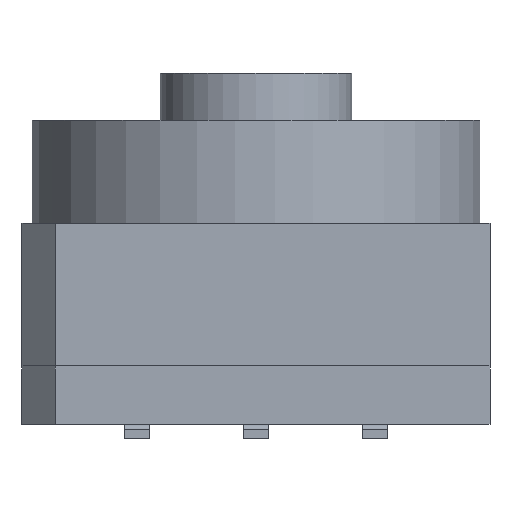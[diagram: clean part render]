
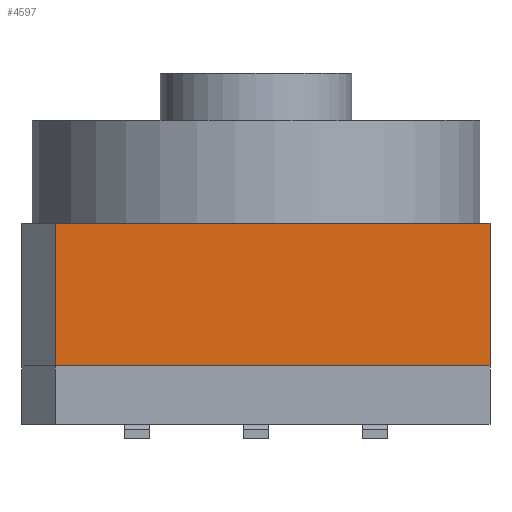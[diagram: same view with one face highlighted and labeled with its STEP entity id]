
A CAD part, left-side view. The second image highlights one B-rep face of the part: STEP entity #4597.
In plain terms, the highlighted planar face has unit normal (-1, 0, 0).
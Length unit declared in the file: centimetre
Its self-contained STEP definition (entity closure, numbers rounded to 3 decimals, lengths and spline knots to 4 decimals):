
#381=LINE('',#5876,#828);
#403=LINE('',#5926,#850);
#404=LINE('',#5927,#851);
#405=LINE('',#5928,#852);
#828=VECTOR('',#5065,1.);
#850=VECTOR('',#5107,1.);
#851=VECTOR('',#5108,1.);
#852=VECTOR('',#5109,1.);
#1299=FACE_OUTER_BOUND('',#1564,.T.);
#1564=EDGE_LOOP('',(#3080,#3081,#3082,#3083));
#1876=VERTEX_POINT('',#5873);
#1877=VERTEX_POINT('',#5875);
#1894=VERTEX_POINT('',#5924);
#1895=VERTEX_POINT('',#5925);
#2344=EDGE_CURVE('',#1876,#1877,#381,.T.);
#2368=EDGE_CURVE('',#1894,#1895,#403,.T.);
#2369=EDGE_CURVE('',#1895,#1877,#404,.T.);
#2370=EDGE_CURVE('',#1876,#1894,#405,.T.);
#3080=ORIENTED_EDGE('',*,*,#2368,.T.);
#3081=ORIENTED_EDGE('',*,*,#2369,.T.);
#3082=ORIENTED_EDGE('',*,*,#2344,.F.);
#3083=ORIENTED_EDGE('',*,*,#2370,.T.);
#4458=PLANE('',#4882);
#4597=ADVANCED_FACE('',(#1299),#4458,.T.);
#4882=AXIS2_PLACEMENT_3D('',#5923,#5105,#5106);
#5065=DIRECTION('',(0.,0.,-1.));
#5105=DIRECTION('center_axis',(-1.,0.,0.));
#5106=DIRECTION('ref_axis',(0.,0.,
1.));
#5107=DIRECTION('',(0.,0.,-1.));
#5108=DIRECTION('',(0.,-1.,0.));
#5109=DIRECTION('',(0.,1.,0.));
#5873=CARTESIAN_POINT('',(-0.5,-0.5,0.1525));
#5875=CARTESIAN_POINT('',(-0.5,-0.5,-0.1525));
#5876=CARTESIAN_POINT('',(-0.5,-0.5,0.));
#5923=CARTESIAN_POINT('Origin',(-0.5,-0.5,0.));
#5924=CARTESIAN_POINT('',(-0.5,0.4293,0.1525));
#5925=CARTESIAN_POINT('',(-0.5,0.4293,-0.1525));
#5926=CARTESIAN_POINT('',(-0.5,0.4293,0.0763));
#5927=CARTESIAN_POINT('',(-0.5,0.5,-0.1525));
#5928=CARTESIAN_POINT('',(-0.5,0.5,0.1525));
